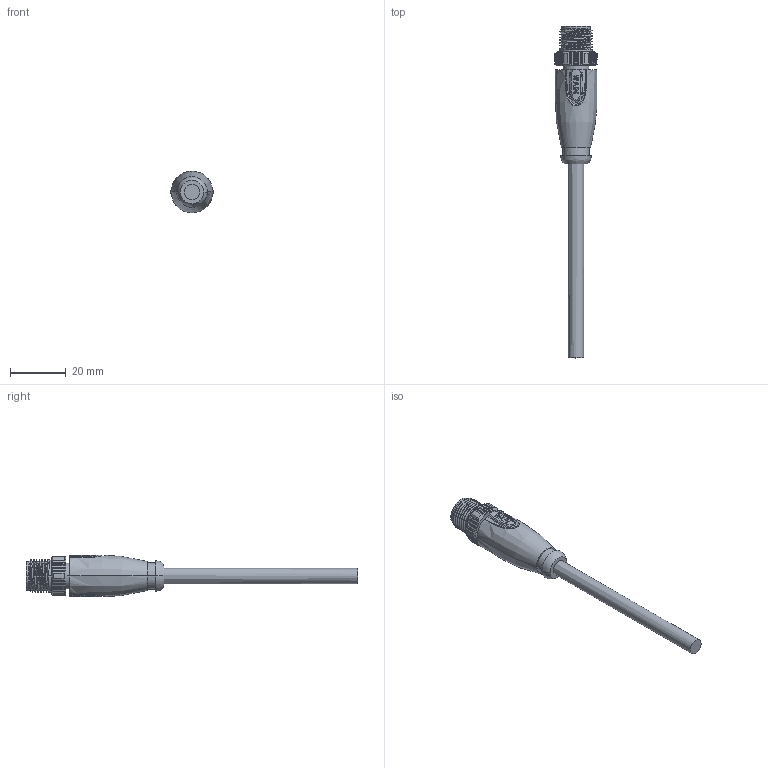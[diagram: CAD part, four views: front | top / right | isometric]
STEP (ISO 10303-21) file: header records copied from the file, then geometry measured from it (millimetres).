
FILE_DESCRIPTION(/* description */ (''),/* implementation_level */ '2;1');
FILE_NAME(/* name */ '3D_.stp',/* time_stamp */ '2024-01-09T14:54:30+08:00',/* author */ (''),/* organization */ (''),/* preprocessor_version */ 'ST-DEVELOPER v18.1',/* originating_system */ 'SIEMENS PLM Software NX 1980',/* authorisation */ '');
FILE_SCHEMA (('AUTOMOTIVE_DESIGN { 1 0 10303 214 3 1 1 1 }'));
Length unit declared in the file: millimetre
Products named in the file (1): 3D_1630044014045 M12-M04B-T-1.5-PUR-SH_stp
Bounding box: 15.2 x 119.6 x 15 mm (x, y, z)
Volume: 7868.3 mm3; surface area: 4981.2 mm2
Topology: 1 solids, 1 shells, 514 faces, 1340 edges, 857 vertices
Faces by surface type: plane 232, cylinder 176, cone 42, torus 31, bspline 17, sphere 12, revolution 4
Full cylindrical faces by diameter (mm): 5.6 x1, 9.7 x1
Entity records: 25961 total; most frequent: CARTESIAN_POINT 10838, ORIENTED_EDGE 2658, DIRECTION 1957, EDGE_CURVE 1329, VERTEX_POINT 860, AXIS2_PLACEMENT_3D 762, B_SPLINE_CURVE_WITH_KNOTS 632, EDGE_LOOP 559
